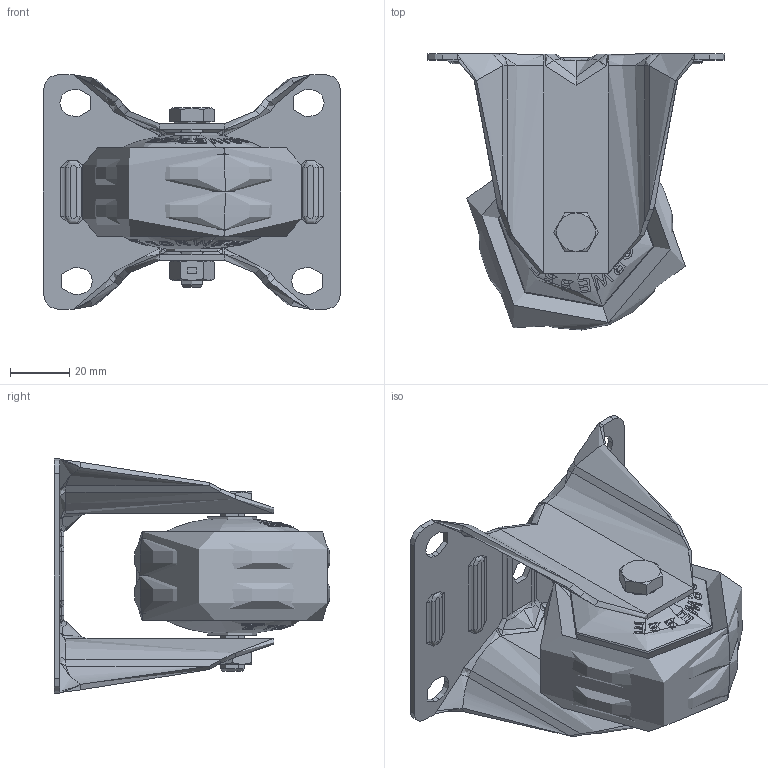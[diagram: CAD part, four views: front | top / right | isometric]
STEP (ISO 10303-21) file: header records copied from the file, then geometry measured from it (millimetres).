
FILE_DESCRIPTION (( 'STEP AP214' ), '1' );
FILE_NAME ('0055763.step', '2023-10-13T10:36:24', ( '' ), ( '' ), 'SwSTEP 2.0', 'SolidWorks 2020', '' );
FILE_SCHEMA (( 'AUTOMOTIVE_DESIGN' ));
Length unit declared in the file: millimetre
Products named in the file (1): 0055763
Bounding box: 100 x 92.9 x 79 mm (x, y, z)
Volume: 148762.9 mm3; surface area: 91417.4 mm2
Topology: 10 solids, 10 shells, 766 faces, 1862 edges, 1148 vertices
Faces by surface type: bspline 346, cylinder 140, torus 114, plane 106, cone 60
Entity records: 50638 total; most frequent: CARTESIAN_POINT 27014, ORIENTED_EDGE 3696, DIRECTION 2154, EDGE_CURVE 1848, VERTEX_POINT 1148, B_SPLINE_CURVE_WITH_KNOTS 954, AXIS2_PLACEMENT_3D 893, EDGE_LOOP 842
